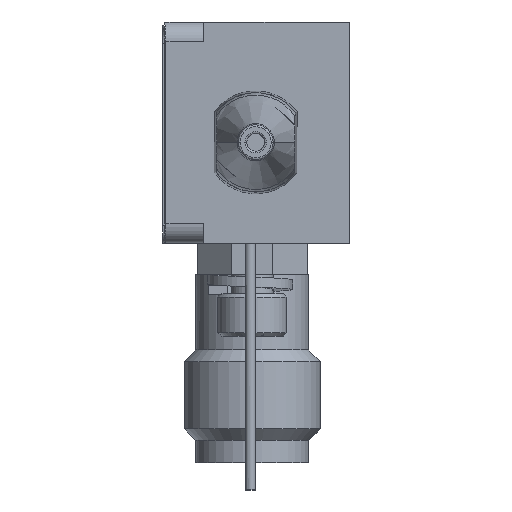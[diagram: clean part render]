
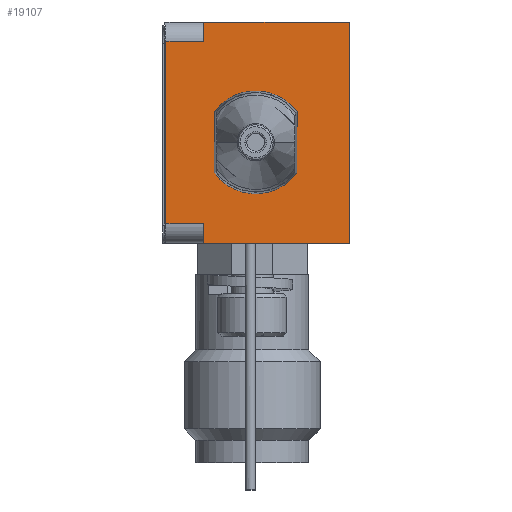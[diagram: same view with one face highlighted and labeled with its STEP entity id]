
A CAD part, left-side view. The second image highlights one B-rep face of the part: STEP entity #19107.
In plain terms, the highlighted planar face has unit normal (-1, 0, 0).
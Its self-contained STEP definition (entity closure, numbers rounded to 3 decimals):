
#961 = DIRECTION ( 'NONE',  ( 0., -1., 0. ) ) ;
#1700 = EDGE_CURVE ( 'NONE', #26859, #2879, #21708, .T. ) ;
#1993 = ORIENTED_EDGE ( 'NONE', *, *, #1700, .T. ) ;
#2004 = VERTEX_POINT ( 'NONE', #12489 ) ;
#2651 = CARTESIAN_POINT ( 'NONE',  ( -5.57, 33.132, 58.397 ) ) ;
#2739 = LINE ( 'NONE', #24447, #30643 ) ;
#2879 = VERTEX_POINT ( 'NONE', #10527 ) ;
#3478 = LINE ( 'NONE', #13722, #29903 ) ;
#3534 = VECTOR ( 'NONE', #11058, 1000. ) ;
#3671 = CARTESIAN_POINT ( 'NONE',  ( -5.57, 31.132, 58.397 ) ) ;
#3909 = CARTESIAN_POINT ( 'NONE',  ( -5.57, 31.132, 48.997 ) ) ;
#4367 = VECTOR ( 'NONE', #15450, 1000. ) ;
#4706 = VERTEX_POINT ( 'NONE', #14195 ) ;
#5787 = EDGE_LOOP ( 'NONE', ( #21640, #1993 ) ) ;
#5804 = FACE_OUTER_BOUND ( 'NONE', #25611, .T. ) ;
#5970 = CARTESIAN_POINT ( 'NONE',  ( -5.57, 33.132, 47.997 ) ) ;
#6241 = AXIS2_PLACEMENT_3D ( 'NONE', #21475, #9572, #30947 ) ;
#6500 = PLANE ( 'NONE',  #10452 ) ;
#7184 = VECTOR ( 'NONE', #961, 1000. ) ;
#8400 = ORIENTED_EDGE ( 'NONE', *, *, #10198, .F. ) ;
#8692 = CARTESIAN_POINT ( 'NONE',  ( -5.57, 28.458, 53.202 ) ) ;
#8938 = DIRECTION ( 'NONE',  ( 1., 0., 0. ) ) ;
#8969 = CARTESIAN_POINT ( 'NONE',  ( -5.57, 23.632, 59.397 ) ) ;
#9572 = DIRECTION ( 'NONE',  ( 1., 0., 0. ) ) ;
#9600 = ORIENTED_EDGE ( 'NONE', *, *, #17578, .T. ) ;
#10198 = EDGE_CURVE ( 'NONE', #4706, #25609, #24366, .T. ) ;
#10396 = CARTESIAN_POINT ( 'NONE',  ( -5.57, 31.132, 58.397 ) ) ;
#10452 = AXIS2_PLACEMENT_3D ( 'NONE', #23352, #8938, #13884 ) ;
#10527 = CARTESIAN_POINT ( 'NONE',  ( -5.57, 28.458, 51.552 ) ) ;
#10977 = DIRECTION ( 'NONE',  ( 0., 0., 1. ) ) ;
#11058 = DIRECTION ( 'NONE',  ( 0., 1., 0. ) ) ;
#11070 = ORIENTED_EDGE ( 'NONE', *, *, #22743, .F. ) ;
#11379 = CIRCLE ( 'NONE', #6241, 1.65 ) ;
#12355 = LINE ( 'NONE', #12485, #22135 ) ;
#12376 = EDGE_CURVE ( 'NONE', #19558, #2004, #20761, .T. ) ;
#12485 = CARTESIAN_POINT ( 'NONE',  ( -5.57, 31.132, 47.997 ) ) ;
#12489 = CARTESIAN_POINT ( 'NONE',  ( -5.57, 23.632, 47.997 ) ) ;
#12702 = ORIENTED_EDGE ( 'NONE', *, *, #20167, .F. ) ;
#13435 = ORIENTED_EDGE ( 'NONE', *, *, #12376, .T. ) ;
#13722 = CARTESIAN_POINT ( 'NONE',  ( -5.57, 31.132, 48.997 ) ) ;
#13744 = CARTESIAN_POINT ( 'NONE',  ( -5.57, 31.132, 47.997 ) ) ;
#13884 = DIRECTION ( 'NONE',  ( 0., 0., -1. ) ) ;
#14195 = CARTESIAN_POINT ( 'NONE',  ( -5.57, 33.132, 48.997 ) ) ;
#14502 = FACE_BOUND ( 'NONE', #5787, .T. ) ;
#14806 = ORIENTED_EDGE ( 'NONE', *, *, #19967, .T. ) ;
#15450 = DIRECTION ( 'NONE',  ( 0., 0., 1. ) ) ;
#15988 = CARTESIAN_POINT ( 'NONE',  ( -5.57, 31.132, 59.397 ) ) ;
#16061 = DIRECTION ( 'NONE',  ( 0., 1., 0. ) ) ;
#17563 = LINE ( 'NONE', #3671, #3534 ) ;
#17578 = EDGE_CURVE ( 'NONE', #28288, #25609, #17563, .T. ) ;
#18245 = VECTOR ( 'NONE', #10977, 1000. ) ;
#18495 = DIRECTION ( 'NONE',  ( 0., 0., -1. ) ) ;
#19107 = ADVANCED_FACE ( 'NONE', ( #14502, #5804 ), #6500, .F. ) ;
#19463 = VERTEX_POINT ( 'NONE', #15988 ) ;
#19549 = DIRECTION ( 'NONE',  ( 0., 0., 1. ) ) ;
#19558 = VERTEX_POINT ( 'NONE', #13744 ) ;
#19967 = EDGE_CURVE ( 'NONE', #2004, #25518, #26501, .T. ) ;
#20075 = CARTESIAN_POINT ( 'NONE',  ( -5.57, 31.132, 59.397 ) ) ;
#20110 = VECTOR ( 'NONE', #27220, 1000. ) ;
#20167 = EDGE_CURVE ( 'NONE', #19463, #25518, #2739, .T. ) ;
#20761 = LINE ( 'NONE', #5970, #7184 ) ;
#20809 = DIRECTION ( 'NONE',  ( 1., 0., 0. ) ) ;
#21475 = CARTESIAN_POINT ( 'NONE',  ( -5.57, 28.458, 53.202 ) ) ;
#21640 = ORIENTED_EDGE ( 'NONE', *, *, #23311, .T. ) ;
#21689 = ORIENTED_EDGE ( 'NONE', *, *, #22626, .F. ) ;
#21708 = CIRCLE ( 'NONE', #26017, 1.65 ) ;
#22135 = VECTOR ( 'NONE', #19549, 1000. ) ;
#22147 = DIRECTION ( 'NONE',  ( 0., -1., 0. ) ) ;
#22189 = CARTESIAN_POINT ( 'NONE',  ( -5.57, 28.458, 54.852 ) ) ;
#22626 = EDGE_CURVE ( 'NONE', #28288, #19463, #22720, .T. ) ;
#22720 = LINE ( 'NONE', #20075, #20110 ) ;
#22743 = EDGE_CURVE ( 'NONE', #30440, #4706, #3478, .T. ) ;
#23311 = EDGE_CURVE ( 'NONE', #2879, #26859, #11379, .T. ) ;
#23352 = CARTESIAN_POINT ( 'NONE',  ( -5.57, 33.132, 59.397 ) ) ;
#23613 = CARTESIAN_POINT ( 'NONE',  ( -5.57, 23.632, 59.397 ) ) ;
#24366 = LINE ( 'NONE', #27429, #4367 ) ;
#24447 = CARTESIAN_POINT ( 'NONE',  ( -5.57, 33.132, 59.397 ) ) ;
#25518 = VERTEX_POINT ( 'NONE', #23613 ) ;
#25609 = VERTEX_POINT ( 'NONE', #2651 ) ;
#25611 = EDGE_LOOP ( 'NONE', ( #9600, #8400, #11070, #29192, #13435, #14806, #12702, #21689 ) ) ;
#26017 = AXIS2_PLACEMENT_3D ( 'NONE', #8692, #20809, #18495 ) ;
#26501 = LINE ( 'NONE', #8969, #18245 ) ;
#26859 = VERTEX_POINT ( 'NONE', #22189 ) ;
#27220 = DIRECTION ( 'NONE',  ( 0., 0., 1. ) ) ;
#27429 = CARTESIAN_POINT ( 'NONE',  ( -5.57, 33.132, 59.397 ) ) ;
#28288 = VERTEX_POINT ( 'NONE', #10396 ) ;
#28719 = EDGE_CURVE ( 'NONE', #19558, #30440, #12355, .T. ) ;
#29192 = ORIENTED_EDGE ( 'NONE', *, *, #28719, .F. ) ;
#29903 = VECTOR ( 'NONE', #16061, 1000. ) ;
#30440 = VERTEX_POINT ( 'NONE', #3909 ) ;
#30643 = VECTOR ( 'NONE', #22147, 1000. ) ;
#30947 = DIRECTION ( 'NONE',  ( 0., 0., -1. ) ) ;
